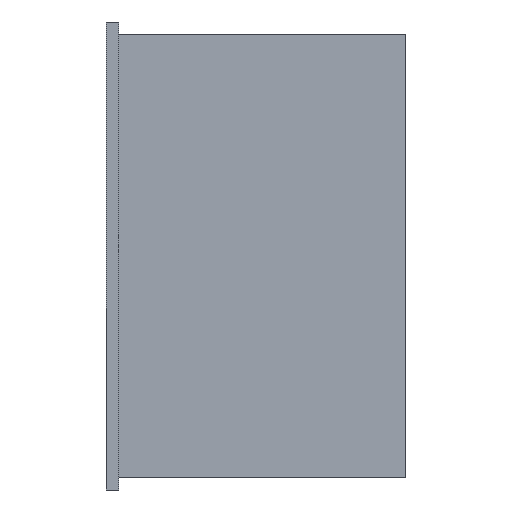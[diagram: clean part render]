
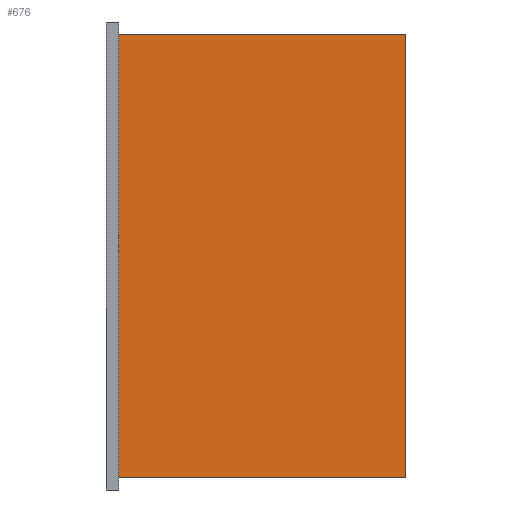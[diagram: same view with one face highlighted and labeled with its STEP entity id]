
A CAD part, front view. The second image highlights one B-rep face of the part: STEP entity #676.
In plain terms, the highlighted planar face has unit normal (0, -1, 0).
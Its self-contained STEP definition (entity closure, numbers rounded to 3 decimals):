
#24 = VERTEX_POINT ( 'NONE', #28 ) ;
#28 = CARTESIAN_POINT ( 'NONE',  ( 0., -2., -35.5 ) ) ;
#39 = CARTESIAN_POINT ( 'NONE',  ( 0., -2., -35.5 ) ) ;
#49 = EDGE_CURVE ( 'NONE', #276, #206, #240, .T. ) ;
#85 = ORIENTED_EDGE ( 'NONE', *, *, #49, .T. ) ;
#95 = VERTEX_POINT ( 'NONE', #496 ) ;
#126 = CARTESIAN_POINT ( 'NONE',  ( -46., -2., -35.5 ) ) ;
#167 = LINE ( 'NONE', #39, #218 ) ;
#177 = CARTESIAN_POINT ( 'NONE',  ( 0., -2., 35.5 ) ) ;
#206 = VERTEX_POINT ( 'NONE', #126 ) ;
#218 = VECTOR ( 'NONE', #760, 1000. ) ;
#230 = CARTESIAN_POINT ( 'NONE',  ( 0., -2., 0. ) ) ;
#240 = LINE ( 'NONE', #500, #532 ) ;
#274 = CARTESIAN_POINT ( 'NONE',  ( -46., -2., 35.5 ) ) ;
#276 = VERTEX_POINT ( 'NONE', #274 ) ;
#316 = CARTESIAN_POINT ( 'NONE',  ( 0., -2., 35.5 ) ) ;
#317 = DIRECTION ( 'NONE',  ( -1., 0., 0. ) ) ;
#368 = LINE ( 'NONE', #177, #447 ) ;
#420 = ORIENTED_EDGE ( 'NONE', *, *, #830, .T. ) ;
#421 = LINE ( 'NONE', #316, #690 ) ;
#422 = DIRECTION ( 'NONE',  ( 0., 0., 1. ) ) ;
#426 = EDGE_CURVE ( 'NONE', #95, #276, #368, .T. ) ;
#447 = VECTOR ( 'NONE', #317, 1000. ) ;
#486 = AXIS2_PLACEMENT_3D ( 'NONE', #230, #487, #422 ) ;
#487 = DIRECTION ( 'NONE',  ( 0., 1., 0. ) ) ;
#496 = CARTESIAN_POINT ( 'NONE',  ( 0., -2., 35.5 ) ) ;
#500 = CARTESIAN_POINT ( 'NONE',  ( -46., -2., 35.5 ) ) ;
#532 = VECTOR ( 'NONE', #546, 1000. ) ;
#540 = EDGE_LOOP ( 'NONE', ( #420, #593, #85, #668 ) ) ;
#546 = DIRECTION ( 'NONE',  ( 0., 0., -1. ) ) ;
#593 = ORIENTED_EDGE ( 'NONE', *, *, #426, .T. ) ;
#668 = ORIENTED_EDGE ( 'NONE', *, *, #809, .T. ) ;
#676 = ADVANCED_FACE ( 'NONE', ( #806 ), #816, .F. ) ;
#690 = VECTOR ( 'NONE', #818, 1000. ) ;
#760 = DIRECTION ( 'NONE',  ( 1., 0., 0. ) ) ;
#806 = FACE_OUTER_BOUND ( 'NONE', #540, .T. ) ;
#809 = EDGE_CURVE ( 'NONE', #206, #24, #167, .T. ) ;
#816 = PLANE ( 'NONE',  #486 ) ;
#818 = DIRECTION ( 'NONE',  ( 0., 0., 1. ) ) ;
#830 = EDGE_CURVE ( 'NONE', #24, #95, #421, .T. ) ;
